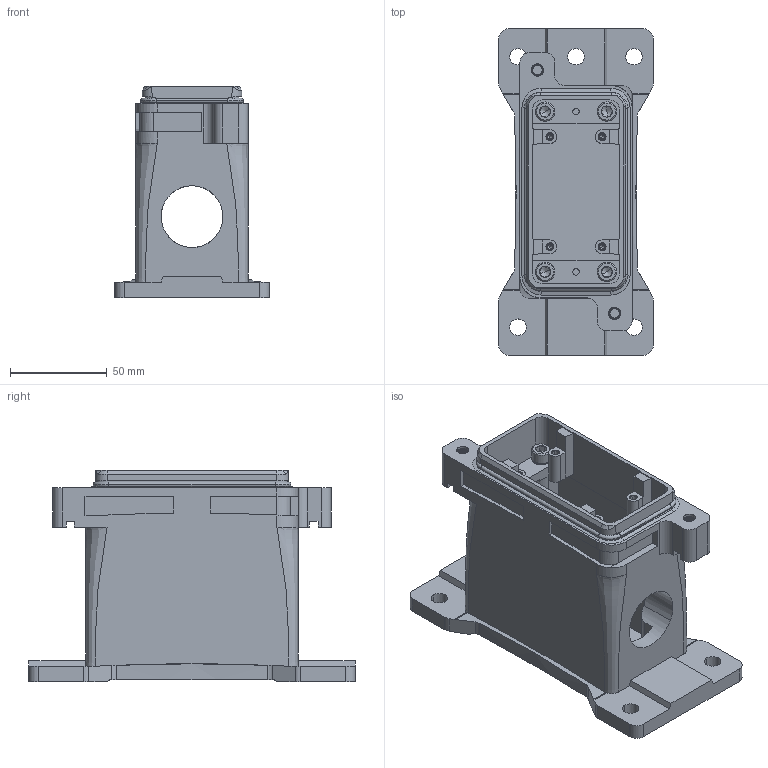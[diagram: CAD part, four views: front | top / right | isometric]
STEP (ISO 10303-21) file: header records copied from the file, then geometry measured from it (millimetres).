
FILE_DESCRIPTION(('CATIA V5 STEP Exchange','CAx-IF Rec.Pracs.--- Model Styling and Organization---1.5--- 2016-08-15','CAx-IF Rec.Pracs.---Supplemental Geometry---1.0---2011-11-01','CAx-IF Rec.Pracs.--- Composite Materials ---1.1---2010-07-15'),'2;1');
FILE_NAME ('005840-2_1', '2025-09-04T06:21:42+00:00', ('none'), ('Weidmueller'), 'CATIA Version 5-6 Release 2024 SP4', 'CATIA V5 STEP AP214 v3', 'none');
FILE_SCHEMA(('AUTOMOTIVE_DESIGN { 1 0 10303 214 1 1 1 1 }'));
Products named in the file (1): 1081320000_S
Bounding box: 80 x 169 x 109.5 mm (x, y, z)
Volume: 332890 mm3; surface area: 104860.4 mm2
Topology: 4 solids, 9 shells, 2335 faces, 6434 edges, 4102 vertices
Faces by surface type: bspline 1386, cone 388, cylinder 247, plane 230, torus 52, sphere 32
Entity records: 119201 total; most frequent: CARTESIAN_POINT 76002, ORIENTED_EDGE 12820, EDGE_CURVE 6410, VERTEX_POINT 4102, B_SPLINE_CURVE_WITH_KNOTS 4096, DIRECTION 2725, EDGE_LOOP 2390, ADVANCED_FACE 2335
